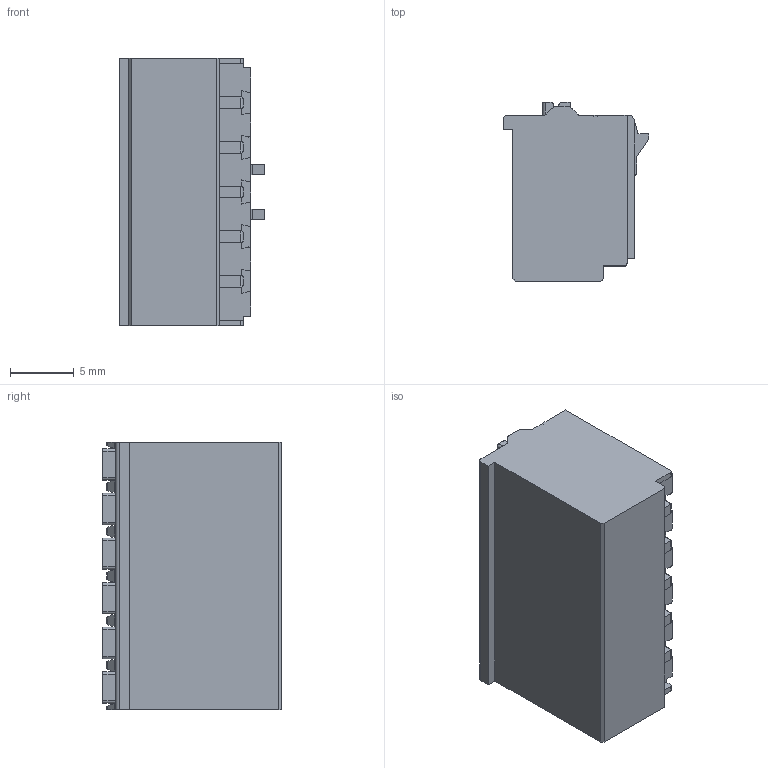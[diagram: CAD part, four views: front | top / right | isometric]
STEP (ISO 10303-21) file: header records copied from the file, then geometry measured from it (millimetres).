
FILE_DESCRIPTION( ( 'STEP AP203' ), '1' );
FILE_NAME( '2091-1126.stp', '2021-09-05T18:13:23', ( 'License CC BY-ND 4.0' ), ( 'CADENAS' ), ' ', 'PARTsolutions', ' ' );
FILE_SCHEMA( ( 'CONFIG_CONTROL_DESIGN' ) );
Length unit declared in the file: millimetre
Products named in the file (1): _2091-1126
Bounding box: 11.4 x 14 x 21 mm (x, y, z)
Volume: 2443.7 mm3; surface area: 1483.5 mm2
Topology: 1 solids, 1 shells, 441 faces, 1180 edges, 758 vertices
Faces by surface type: plane 291, cylinder 132, cone 18
Entity records: 13670 total; most frequent: CARTESIAN_POINT 2410, ORIENTED_EDGE 2348, DIRECTION 2344, EDGE_CURVE 1174, LINE 864, VECTOR 864, VERTEX_POINT 758, AXIS2_PLACEMENT_3D 740
